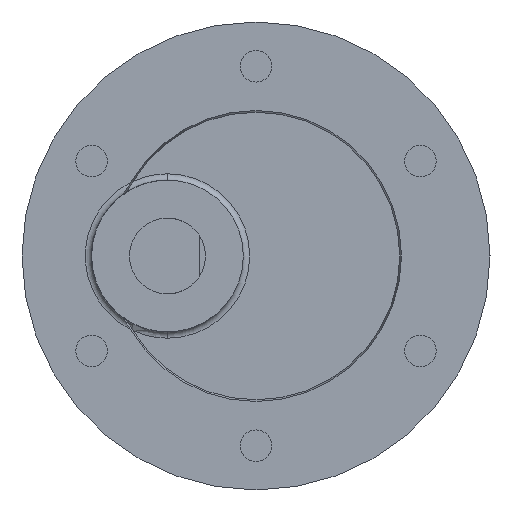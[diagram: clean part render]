
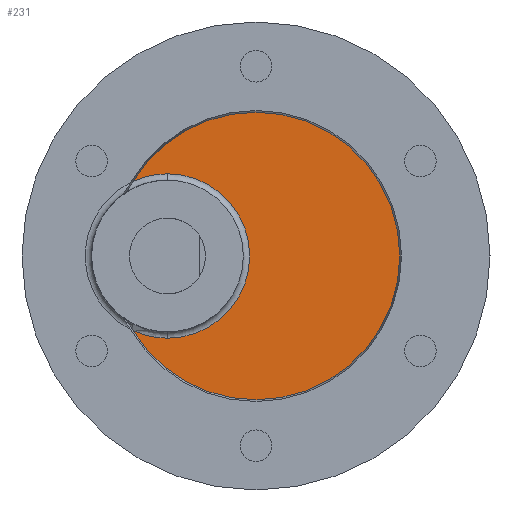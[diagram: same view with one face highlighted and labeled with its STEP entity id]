
A CAD part, left-side view. The second image highlights one B-rep face of the part: STEP entity #231.
In plain terms, the highlighted planar face has unit normal (-1, 0, 0).
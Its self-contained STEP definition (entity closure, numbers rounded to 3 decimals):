
#68 = CIRCLE ( 'NONE', #481, 11.366 ) ;
#168 = CIRCLE ( 'NONE', #1930, 11.366 ) ;
#196 = CIRCLE ( 'NONE', #1962, 6.5 ) ;
#231 = ADVANCED_FACE ( 'NONE', ( #579 ), #847, .T. ) ;
#257 = ORIENTED_EDGE ( 'NONE', *, *, #972, .T. ) ;
#278 = DIRECTION ( 'NONE',  ( 0., 0., 1. ) ) ;
#279 = AXIS2_PLACEMENT_3D ( 'NONE', #1538, #341, #2017 ) ;
#341 = DIRECTION ( 'NONE',  ( -1., 0., 0. ) ) ;
#373 = CARTESIAN_POINT ( 'NONE',  ( 0.5, 7., 0. ) ) ;
#393 = DIRECTION ( 'NONE',  ( -1., 0., 0. ) ) ;
#451 = CIRCLE ( 'NONE', #852, 6.5 ) ;
#453 = ORIENTED_EDGE ( 'NONE', *, *, #3143, .T. ) ;
#481 = AXIS2_PLACEMENT_3D ( 'NONE', #1450, #1402, #1090 ) ;
#505 = CIRCLE ( 'NONE', #2202, 11.366 ) ;
#540 = EDGE_LOOP ( 'NONE', ( #257, #1719, #990, #3067, #2796, #453 ) ) ;
#560 = CARTESIAN_POINT ( 'NONE',  ( 0.5, 9.71, 5.908 ) ) ;
#579 = FACE_OUTER_BOUND ( 'NONE', #540, .T. ) ;
#646 = DIRECTION ( 'NONE',  ( 0., 0., 1. ) ) ;
#692 = VERTEX_POINT ( 'NONE', #919 ) ;
#773 = CARTESIAN_POINT ( 'NONE',  ( 0.5, 0., -11.366 ) ) ;
#786 = CARTESIAN_POINT ( 'NONE',  ( 0.5, 9.71, -5.908 ) ) ;
#847 = PLANE ( 'NONE',  #279 ) ;
#852 = AXIS2_PLACEMENT_3D ( 'NONE', #2971, #1344, #2267 ) ;
#880 = DIRECTION ( 'NONE',  ( 1., 0., 0. ) ) ;
#882 = VERTEX_POINT ( 'NONE', #1844 ) ;
#908 = CIRCLE ( 'NONE', #2526, 6.5 ) ;
#919 = CARTESIAN_POINT ( 'NONE',  ( 0.5, 7., 6.5 ) ) ;
#972 = EDGE_CURVE ( 'NONE', #1411, #2645, #168, .T. ) ;
#990 = ORIENTED_EDGE ( 'NONE', *, *, #3054, .T. ) ;
#1090 = DIRECTION ( 'NONE',  ( 0., 0., 1. ) ) ;
#1184 = EDGE_CURVE ( 'NONE', #2645, #1277, #68, .T. ) ;
#1198 = CARTESIAN_POINT ( 'NONE',  ( 0.5, 0., 11.366 ) ) ;
#1277 = VERTEX_POINT ( 'NONE', #1198 ) ;
#1344 = DIRECTION ( 'NONE',  ( 1., 0., 0. ) ) ;
#1353 = DIRECTION ( 'NONE',  ( 0., 0., 1. ) ) ;
#1402 = DIRECTION ( 'NONE',  ( -1., 0., 0. ) ) ;
#1411 = VERTEX_POINT ( 'NONE', #786 ) ;
#1450 = CARTESIAN_POINT ( 'NONE',  ( 0.5, 0., 0. ) ) ;
#1452 = VERTEX_POINT ( 'NONE', #560 ) ;
#1464 = CARTESIAN_POINT ( 'NONE',  ( 0.5, 7., 0. ) ) ;
#1538 = CARTESIAN_POINT ( 'NONE',  ( 0.5, 0., 0. ) ) ;
#1719 = ORIENTED_EDGE ( 'NONE', *, *, #1184, .T. ) ;
#1844 = CARTESIAN_POINT ( 'NONE',  ( 0.5, 7., -6.5 ) ) ;
#1930 = AXIS2_PLACEMENT_3D ( 'NONE', #2564, #393, #1353 ) ;
#1962 = AXIS2_PLACEMENT_3D ( 'NONE', #1464, #2692, #278 ) ;
#2017 = DIRECTION ( 'NONE',  ( 0., 0., 1. ) ) ;
#2202 = AXIS2_PLACEMENT_3D ( 'NONE', #2813, #2563, #646 ) ;
#2267 = DIRECTION ( 'NONE',  ( 0., 0., 1. ) ) ;
#2331 = DIRECTION ( 'NONE',  ( 0., 0., 1. ) ) ;
#2378 = EDGE_CURVE ( 'NONE', #692, #882, #451, .T. ) ;
#2526 = AXIS2_PLACEMENT_3D ( 'NONE', #373, #880, #2331 ) ;
#2556 = EDGE_CURVE ( 'NONE', #1452, #692, #196, .T. ) ;
#2563 = DIRECTION ( 'NONE',  ( -1., 0., 0. ) ) ;
#2564 = CARTESIAN_POINT ( 'NONE',  ( 0.5, 0., 0. ) ) ;
#2645 = VERTEX_POINT ( 'NONE', #773 ) ;
#2692 = DIRECTION ( 'NONE',  ( 1., 0., 0. ) ) ;
#2796 = ORIENTED_EDGE ( 'NONE', *, *, #2378, .T. ) ;
#2813 = CARTESIAN_POINT ( 'NONE',  ( 0.5, 0., 0. ) ) ;
#2971 = CARTESIAN_POINT ( 'NONE',  ( 0.5, 7., 0. ) ) ;
#3054 = EDGE_CURVE ( 'NONE', #1277, #1452, #505, .T. ) ;
#3067 = ORIENTED_EDGE ( 'NONE', *, *, #2556, .T. ) ;
#3143 = EDGE_CURVE ( 'NONE', #882, #1411, #908, .T. ) ;
